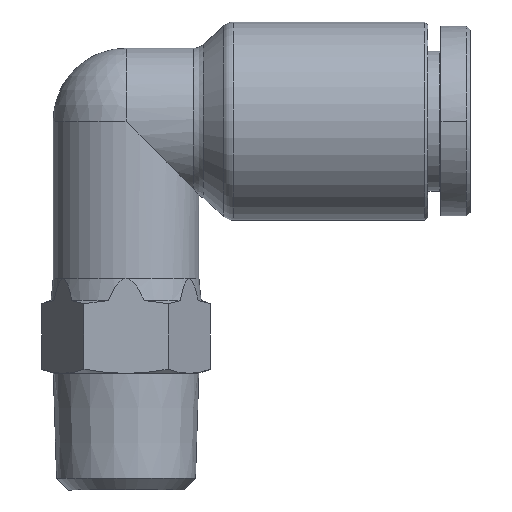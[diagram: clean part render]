
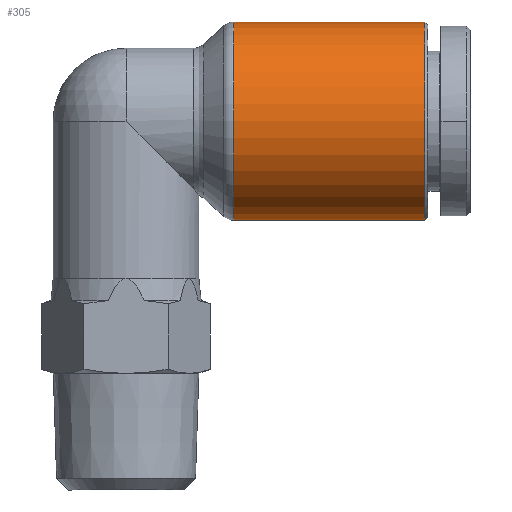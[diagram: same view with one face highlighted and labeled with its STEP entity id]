
A CAD part, front view. The second image highlights one B-rep face of the part: STEP entity #305.
In plain terms, the highlighted cylindrical face has radius 6.8 mm (diameter 13.6 mm), a partial arc.
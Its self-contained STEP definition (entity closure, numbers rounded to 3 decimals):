
#264=CARTESIAN_POINT('',(4.528,0.,0.));
#265=DIRECTION('',(1.0,0.0,0.0));
#266=DIRECTION('',(0.0,0.0,1.0));
#267=AXIS2_PLACEMENT_3D('',#264,#265,#266);
#268=CYLINDRICAL_SURFACE('',#267,6.8);
#269=CARTESIAN_POINT('',(-0.089,0.,6.8));
#270=VERTEX_POINT('',#269);
#271=CARTESIAN_POINT('',(13.028,0.,6.8));
#272=VERTEX_POINT('',#271);
#273=CARTESIAN_POINT('',(-0.089,0.,6.8));
#274=DIRECTION('',(1.0,0.0,0.0));
#275=VECTOR('',#274,13.116);
#276=LINE('',#273,#275);
#277=EDGE_CURVE('',#270,#272,#276,.T.);
#278=ORIENTED_EDGE('',*,*,#277,.F.);
#279=CARTESIAN_POINT('',(-0.089,0.,-6.8));
#280=VERTEX_POINT('',#279);
#281=CARTESIAN_POINT('',(-0.089,0.,0.));
#282=DIRECTION('',(-1.0,0.0,0.0));
#283=DIRECTION('',(0.0,0.0,-1.0));
#284=AXIS2_PLACEMENT_3D('',#281,#282,#283);
#285=CIRCLE('',#284,6.8);
#286=EDGE_CURVE('',#280,#270,#285,.T.);
#287=ORIENTED_EDGE('',*,*,#286,.F.);
#288=CARTESIAN_POINT('',(13.028,0.,-6.8));
#289=VERTEX_POINT('',#288);
#290=CARTESIAN_POINT('',(13.028,0.,-6.8));
#291=DIRECTION('',(-1.0,0.0,0.0));
#292=VECTOR('',#291,13.116);
#293=LINE('',#290,#292);
#294=EDGE_CURVE('',#289,#280,#293,.T.);
#295=ORIENTED_EDGE('',*,*,#294,.F.);
#296=CARTESIAN_POINT('',(13.028,0.,0.));
#297=DIRECTION('',(1.0,0.0,0.0));
#298=DIRECTION('',(0.0,0.0,1.0));
#299=AXIS2_PLACEMENT_3D('',#296,#297,#298);
#300=CIRCLE('',#299,6.8);
#301=EDGE_CURVE('',#272,#289,#300,.T.);
#302=ORIENTED_EDGE('',*,*,#301,.F.);
#303=EDGE_LOOP('',(#278,#287,#295,#302));
#304=FACE_OUTER_BOUND('',#303,.T.);
#305=ADVANCED_FACE('',(#304),#268,.T.);
